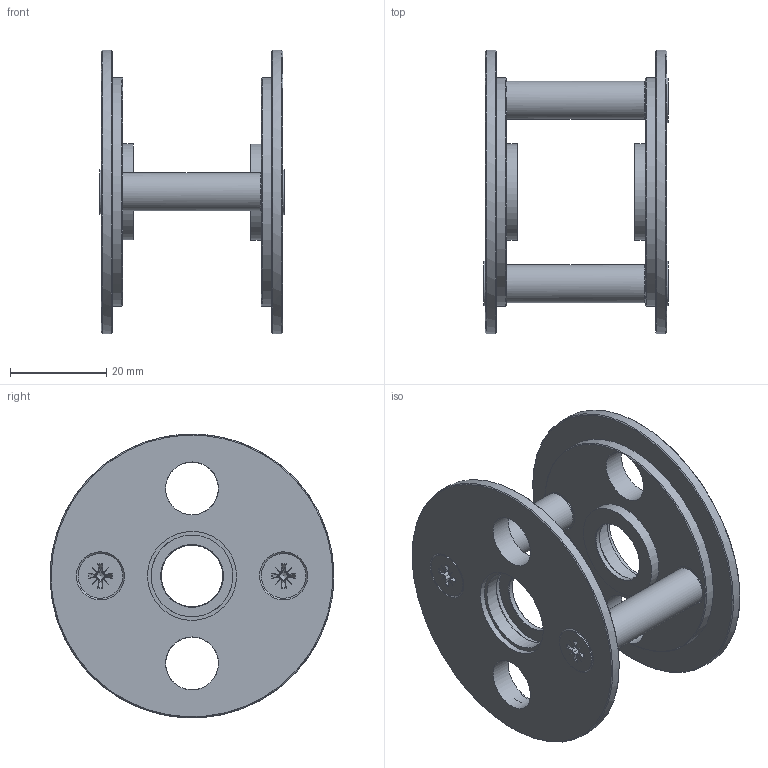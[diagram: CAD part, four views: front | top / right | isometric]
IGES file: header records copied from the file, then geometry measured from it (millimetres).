
Global section: file name: P4030; native system: Autodesk Inventor 2018; preprocessor: unknown; author: ashami; date: 20180911.115214; units: millimetre
Bounding box: 38.41 x 59 x 58.97 mm (x, y, z)
Volume: 19843.6 mm3; surface area: 16823.1 mm2
Topology: 8 solids, 8 shells, 240 faces, 644 edges, 430 vertices
Faces by surface type: bspline 240
